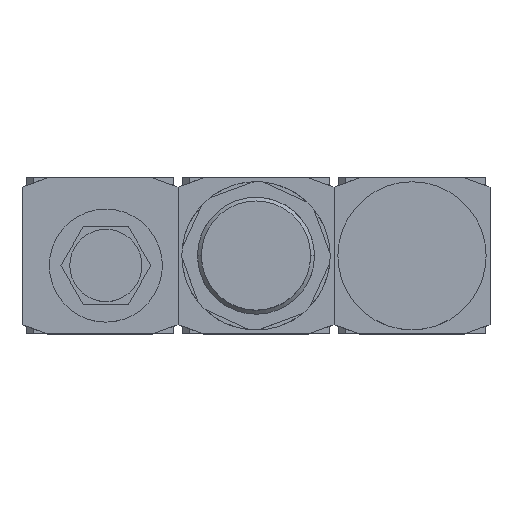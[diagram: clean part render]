
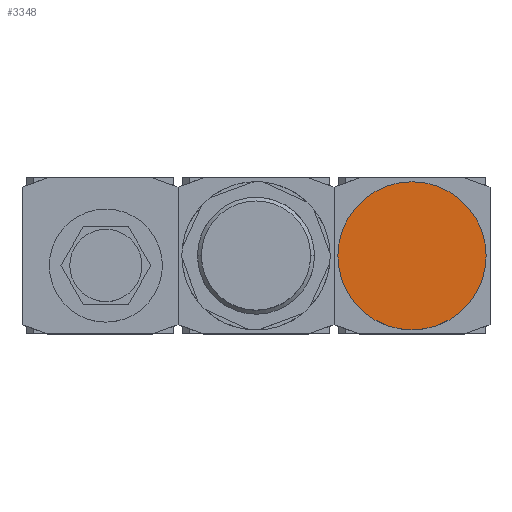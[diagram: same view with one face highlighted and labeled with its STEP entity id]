
A CAD part, top view. The second image highlights one B-rep face of the part: STEP entity #3348.
In plain terms, the highlighted planar face has unit normal (0, 0, 1).
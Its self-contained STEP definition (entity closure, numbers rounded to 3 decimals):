
#1426=CARTESIAN_POINT('',(-19.0,0.,38.0));
#1427=VERTEX_POINT('',#1426);
#1443=CARTESIAN_POINT('',(19.0,0.,38.0));
#1444=VERTEX_POINT('',#1443);
#1451=CARTESIAN_POINT('',(0.0,0.0,38.0));
#1452=DIRECTION('',(0.0,0.0,-1.0));
#1453=DIRECTION('',(-1.0,0.0,0.0));
#1454=AXIS2_PLACEMENT_3D('',#1451,#1452,#1453);
#1455=CIRCLE('',#1454,19.0);
#1456=EDGE_CURVE('',#1444,#1427,#1455,.T.);
#3333=CARTESIAN_POINT('',(0.0,0.0,38.0));
#3334=DIRECTION('',(0.0,0.0,-1.0));
#3335=DIRECTION('',(-1.0,0.0,0.0));
#3336=AXIS2_PLACEMENT_3D('',#3333,#3334,#3335);
#3337=PLANE('',#3336);
#3338=ORIENTED_EDGE('',*,*,#1456,.F.);
#3339=CARTESIAN_POINT('',(0.0,0.0,38.0));
#3340=DIRECTION('',(0.0,0.0,-1.0));
#3341=DIRECTION('',(-1.0,0.0,0.0));
#3342=AXIS2_PLACEMENT_3D('',#3339,#3340,#3341);
#3343=CIRCLE('',#3342,19.0);
#3344=EDGE_CURVE('',#1427,#1444,#3343,.T.);
#3345=ORIENTED_EDGE('',*,*,#3344,.F.);
#3346=EDGE_LOOP('',(#3338,#3345));
#3347=FACE_OUTER_BOUND('',#3346,.T.);
#3348=ADVANCED_FACE('',(#3347),#3337,.F.);
